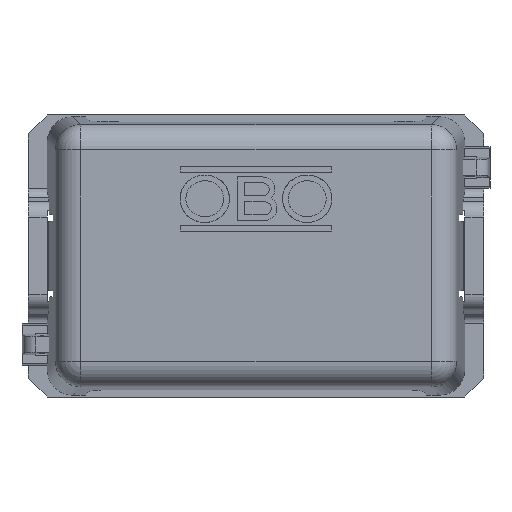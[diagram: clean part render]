
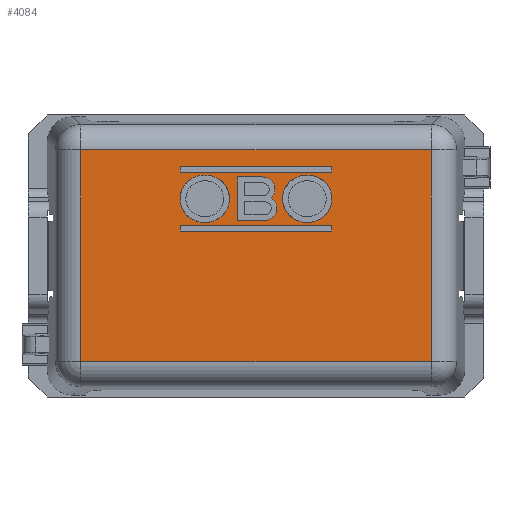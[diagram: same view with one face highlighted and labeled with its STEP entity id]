
A CAD part, top view. The second image highlights one B-rep face of the part: STEP entity #4084.
In plain terms, the highlighted planar face has unit normal (0, 0, 1).
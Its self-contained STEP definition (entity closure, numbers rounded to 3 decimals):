
#720=DIRECTION('',(-1.,0.,0.));
#721=VECTOR('',#720,55.473);
#722=CARTESIAN_POINT('',(60.737,5.563,29.));
#723=LINE('',#722,#721);
#1288=DIRECTION('',(1.,0.,0.));
#1289=VECTOR('',#1288,55.473);
#1290=CARTESIAN_POINT('',(5.263,39.037,29.));
#1291=LINE('',#1290,#1289);
#1296=CARTESIAN_POINT('',(34.05,32.8,29.));
#1297=DIRECTION('',(0.,0.,-1.));
#1298=DIRECTION('',(1.,0.,0.));
#1299=AXIS2_PLACEMENT_3D('',#1296,#1297,#1298);
#1301=CARTESIAN_POINT('',(34.05,32.8,29.));
#1302=DIRECTION('',(0.,0.,-1.));
#1303=DIRECTION('',(0.,1.,0.));
#1304=AXIS2_PLACEMENT_3D('',#1301,#1302,#1303);
#1306=DIRECTION('',(1.,0.,0.));
#1307=VECTOR('',#1306,4.05);
#1308=CARTESIAN_POINT('',(30.,34.75,29.));
#1309=LINE('',#1308,#1307);
#1310=DIRECTION('',(0.,1.,0.));
#1311=VECTOR('',#1310,6.9);
#1312=CARTESIAN_POINT('',(30.,27.85,29.));
#1313=LINE('',#1312,#1311);
#1314=DIRECTION('',(-1.,0.,0.));
#1315=VECTOR('',#1314,4.35);
#1316=CARTESIAN_POINT('',(34.35,27.85,29.));
#1317=LINE('',#1316,#1315);
#1318=CARTESIAN_POINT('',(34.35,29.8,29.));
#1319=DIRECTION('',(0.,0.,-1.));
#1320=DIRECTION('',(1.,0.,0.));
#1321=AXIS2_PLACEMENT_3D('',#1318,#1319,#1320);
#1323=CARTESIAN_POINT('',(34.35,29.8,29.));
#1324=DIRECTION('',(0.,0.,-1.));
#1325=DIRECTION('',(0.554,0.832,0.));
#1326=AXIS2_PLACEMENT_3D('',#1323,#1324,#1325);
#1328=CARTESIAN_POINT('',(21.015,30.973,29.));
#1329=CARTESIAN_POINT('',(20.97,31.472,29.));
#1330=CARTESIAN_POINT('',(21.09,32.488,29.));
#1331=CARTESIAN_POINT('',(22.125,34.254,29.));
#1332=CARTESIAN_POINT('',(24.543,35.423,29.));
#1333=CARTESIAN_POINT('',(27.113,34.66,29.));
#1334=CARTESIAN_POINT('',(28.438,33.103,29.));
#1335=CARTESIAN_POINT('',(28.74,32.125,29.));
#1336=CARTESIAN_POINT('',(28.785,31.627,29.));
#1338=CARTESIAN_POINT('',(28.785,31.627,29.));
#1339=CARTESIAN_POINT('',(28.83,31.128,29.));
#1340=CARTESIAN_POINT('',(28.71,30.112,29.));
#1341=CARTESIAN_POINT('',(27.675,28.346,29.));
#1342=CARTESIAN_POINT('',(25.257,27.177,29.));
#1343=CARTESIAN_POINT('',(22.687,27.94,29.));
#1344=CARTESIAN_POINT('',(21.362,29.497,29.));
#1345=CARTESIAN_POINT('',(21.06,30.475,29.));
#1346=CARTESIAN_POINT('',(21.015,30.973,29.));
#1348=CARTESIAN_POINT('',(37.215,30.973,29.));
#1349=CARTESIAN_POINT('',(37.17,31.472,29.));
#1350=CARTESIAN_POINT('',(37.29,32.488,29.));
#1351=CARTESIAN_POINT('',(38.325,34.254,29.));
#1352=CARTESIAN_POINT('',(40.743,35.423,29.));
#1353=CARTESIAN_POINT('',(43.313,34.66,29.));
#1354=CARTESIAN_POINT('',(44.638,33.103,29.));
#1355=CARTESIAN_POINT('',(44.94,32.125,29.));
#1356=CARTESIAN_POINT('',(44.985,31.627,29.));
#1358=CARTESIAN_POINT('',(44.985,31.627,29.));
#1359=CARTESIAN_POINT('',(45.03,31.128,29.));
#1360=CARTESIAN_POINT('',(44.91,30.112,29.));
#1361=CARTESIAN_POINT('',(43.875,28.346,29.));
#1362=CARTESIAN_POINT('',(41.457,27.177,29.));
#1363=CARTESIAN_POINT('',(38.887,27.94,29.));
#1364=CARTESIAN_POINT('',(37.562,29.497,29.));
#1365=CARTESIAN_POINT('',(37.26,30.475,29.));
#1366=CARTESIAN_POINT('',(37.215,30.973,29.));
#1368=DIRECTION('',(1.,0.,0.));
#1369=VECTOR('',#1368,24.);
#1370=CARTESIAN_POINT('',(21.,36.4,29.));
#1371=LINE('',#1370,#1369);
#1372=DIRECTION('',(0.,1.,0.));
#1373=VECTOR('',#1372,0.9);
#1374=CARTESIAN_POINT('',(21.,35.5,29.));
#1375=LINE('',#1374,#1373);
#1376=DIRECTION('',(-1.,0.,0.));
#1377=VECTOR('',#1376,24.);
#1378=CARTESIAN_POINT('',(45.,35.5,29.));
#1379=LINE('',#1378,#1377);
#1380=DIRECTION('',(0.,-1.,0.));
#1381=VECTOR('',#1380,0.9);
#1382=CARTESIAN_POINT('',(45.,36.4,29.));
#1383=LINE('',#1382,#1381);
#1384=DIRECTION('',(1.,0.,0.));
#1385=VECTOR('',#1384,24.);
#1386=CARTESIAN_POINT('',(21.,27.1,29.));
#1387=LINE('',#1386,#1385);
#1388=DIRECTION('',(0.,1.,0.));
#1389=VECTOR('',#1388,0.9);
#1390=CARTESIAN_POINT('',(21.,26.2,29.));
#1391=LINE('',#1390,#1389);
#1392=DIRECTION('',(-1.,0.,0.));
#1393=VECTOR('',#1392,24.);
#1394=CARTESIAN_POINT('',(45.,26.2,29.));
#1395=LINE('',#1394,#1393);
#1396=DIRECTION('',(0.,-1.,0.));
#1397=VECTOR('',#1396,0.9);
#1398=CARTESIAN_POINT('',(45.,27.1,29.));
#1399=LINE('',#1398,#1397);
#1400=DIRECTION('',(0.,1.,0.));
#1401=VECTOR('',#1400,33.473);
#1402=CARTESIAN_POINT('',(5.263,5.563,29.));
#1403=LINE('',#1402,#1401);
#1423=DIRECTION('',(0.,-1.,0.));
#1424=VECTOR('',#1423,33.473);
#1425=CARTESIAN_POINT('',(60.737,39.037,29.));
#1426=LINE('',#1425,#1424);
#2157=CARTESIAN_POINT('',(21.,26.2,29.));
#2158=CARTESIAN_POINT('',(21.,27.1,29.));
#2159=VERTEX_POINT('',#2157);
#2160=VERTEX_POINT('',#2158);
#2161=CARTESIAN_POINT('',(45.,27.1,29.));
#2162=VERTEX_POINT('',#2161);
#2163=CARTESIAN_POINT('',(45.,26.2,29.));
#2164=VERTEX_POINT('',#2163);
#2165=CARTESIAN_POINT('',(21.,35.5,29.));
#2166=CARTESIAN_POINT('',(21.,36.4,29.));
#2167=VERTEX_POINT('',#2165);
#2168=VERTEX_POINT('',#2166);
#2169=CARTESIAN_POINT('',(45.,36.4,29.));
#2170=VERTEX_POINT('',#2169);
#2171=CARTESIAN_POINT('',(45.,35.5,29.));
#2172=VERTEX_POINT('',#2171);
#2173=CARTESIAN_POINT('',(34.35,27.85,29.));
#2174=CARTESIAN_POINT('',(30.,27.85,29.));
#2175=VERTEX_POINT('',#2173);
#2176=VERTEX_POINT('',#2174);
#2177=CARTESIAN_POINT('',(30.,34.75,29.));
#2178=VERTEX_POINT('',#2177);
#2179=CARTESIAN_POINT('',(34.05,34.75,29.));
#2180=VERTEX_POINT('',#2179);
#2181=CARTESIAN_POINT('',(5.263,39.037,29.));
#2182=CARTESIAN_POINT('',(60.737,39.037,29.));
#2183=VERTEX_POINT('',#2181);
#2184=VERTEX_POINT('',#2182);
#2185=CARTESIAN_POINT('',(5.263,5.563,29.));
#2186=VERTEX_POINT('',#2185);
#2187=CARTESIAN_POINT('',(60.737,5.563,29.));
#2188=VERTEX_POINT('',#2187);
#2281=CARTESIAN_POINT('',(36.,32.8,29.));
#2283=VERTEX_POINT('',#2281);
#2293=CARTESIAN_POINT('',(36.3,29.8,29.));
#2295=VERTEX_POINT('',#2293);
#2296=CARTESIAN_POINT('',(35.431,31.423,29.));
#2298=VERTEX_POINT('',#2296);
#2333=CARTESIAN_POINT('',(21.015,30.973,29.));
#2335=VERTEX_POINT('',#2333);
#2337=CARTESIAN_POINT('',(28.785,31.627,29.));
#2339=VERTEX_POINT('',#2337);
#2349=CARTESIAN_POINT('',(37.215,30.973,29.));
#2351=VERTEX_POINT('',#2349);
#2353=CARTESIAN_POINT('',(44.985,31.627,29.));
#2355=VERTEX_POINT('',#2353);
#4023=CARTESIAN_POINT('',(-0.285,2.215,29.));
#4024=DIRECTION('',(0.,0.,1.));
#4025=DIRECTION('',(1.,0.,0.));
#4026=AXIS2_PLACEMENT_3D('',#4023,#4024,#4025);
#4027=PLANE('',#4026);
#4029=ORIENTED_EDGE('',*,*,#4028,.T.);
#4030=ORIENTED_EDGE('',*,*,#4015,.T.);
#4032=ORIENTED_EDGE('',*,*,#4031,.T.);
#4033=ORIENTED_EDGE('',*,*,#3291,.T.);
#4034=EDGE_LOOP('',(#4029,#4030,#4032,#4033));
#4035=FACE_OUTER_BOUND('',#4034,.F.);
#4037=ORIENTED_EDGE('',*,*,#4036,.F.);
#4039=ORIENTED_EDGE('',*,*,#4038,.F.);
#4041=ORIENTED_EDGE('',*,*,#4040,.F.);
#4043=ORIENTED_EDGE('',*,*,#4042,.F.);
#4045=ORIENTED_EDGE('',*,*,#4044,.F.);
#4047=ORIENTED_EDGE('',*,*,#4046,.F.);
#4049=ORIENTED_EDGE('',*,*,#4048,.F.);
#4050=EDGE_LOOP('',(#4037,#4039,#4041,#4043,#4045,#4047,#4049));
#4051=FACE_BOUND('',#4050,.F.);
#4053=ORIENTED_EDGE('',*,*,#4052,.F.);
#4055=ORIENTED_EDGE('',*,*,#4054,.F.);
#4056=EDGE_LOOP('',(#4053,#4055));
#4057=FACE_BOUND('',#4056,.F.);
#4059=ORIENTED_EDGE('',*,*,#4058,.F.);
#4061=ORIENTED_EDGE('',*,*,#4060,.F.);
#4062=EDGE_LOOP('',(#4059,#4061));
#4063=FACE_BOUND('',#4062,.F.);
#4065=ORIENTED_EDGE('',*,*,#4064,.F.);
#4067=ORIENTED_EDGE('',*,*,#4066,.F.);
#4069=ORIENTED_EDGE('',*,*,#4068,.F.);
#4071=ORIENTED_EDGE('',*,*,#4070,.F.);
#4072=EDGE_LOOP('',(#4065,#4067,#4069,#4071));
#4073=FACE_BOUND('',#4072,.F.);
#4075=ORIENTED_EDGE('',*,*,#4074,.F.);
#4077=ORIENTED_EDGE('',*,*,#4076,.F.);
#4079=ORIENTED_EDGE('',*,*,#4078,.F.);
#4081=ORIENTED_EDGE('',*,*,#4080,.F.);
#4082=EDGE_LOOP('',(#4075,#4077,#4079,#4081));
#4083=FACE_BOUND('',#4082,.F.);
#4084=ADVANCED_FACE('',(#4035,#4051,#4057,#4063,#4073,#4083),#4027,.T.);
#1300=CIRCLE('',#1299,1.95);
#1305=CIRCLE('',#1304,1.95);
#1322=CIRCLE('',#1321,1.95);
#1327=CIRCLE('',#1326,1.95);
#1337=B_SPLINE_CURVE_WITH_KNOTS('',3,(#1328,#1329,#1330,#1331,#1332,#1333,#1334,
#1335,#1336),.UNSPECIFIED.,.F.,.F.,(4,1,1,1,1,1,4),(0.,0.125,0.25,0.5,
0.75,0.875,1.),.UNSPECIFIED.);
#1347=B_SPLINE_CURVE_WITH_KNOTS('',3,(#1338,#1339,#1340,#1341,#1342,#1343,#1344,
#1345,#1346),.UNSPECIFIED.,.F.,.F.,(4,1,1,1,1,1,4),(0.,0.125,0.25,0.5,
0.75,0.875,1.),.UNSPECIFIED.);
#1357=B_SPLINE_CURVE_WITH_KNOTS('',3,(#1348,#1349,#1350,#1351,#1352,#1353,#1354,
#1355,#1356),.UNSPECIFIED.,.F.,.F.,(4,1,1,1,1,1,4),(0.,0.125,0.25,0.5,
0.75,0.875,1.),.UNSPECIFIED.);
#1367=B_SPLINE_CURVE_WITH_KNOTS('',3,(#1358,#1359,#1360,#1361,#1362,#1363,#1364,
#1365,#1366),.UNSPECIFIED.,.F.,.F.,(4,1,1,1,1,1,4),(0.,0.125,0.25,0.5,
0.75,0.875,1.),.UNSPECIFIED.);
#3291=EDGE_CURVE('',#2188,#2186,#723,.T.);
#4015=EDGE_CURVE('',#2183,#2184,#1291,.T.);
#4028=EDGE_CURVE('',#2186,#2183,#1403,.T.);
#4031=EDGE_CURVE('',#2184,#2188,#1426,.T.);
#4036=EDGE_CURVE('',#2283,#2298,#1300,.T.);
#4038=EDGE_CURVE('',#2180,#2283,#1305,.T.);
#4040=EDGE_CURVE('',#2178,#2180,#1309,.T.);
#4042=EDGE_CURVE('',#2176,#2178,#1313,.T.);
#4044=EDGE_CURVE('',#2175,#2176,#1317,.T.);
#4046=EDGE_CURVE('',#2295,#2175,#1322,.T.);
#4048=EDGE_CURVE('',#2298,#2295,#1327,.T.);
#4052=EDGE_CURVE('',#2335,#2339,#1337,.T.);
#4054=EDGE_CURVE('',#2339,#2335,#1347,.T.);
#4058=EDGE_CURVE('',#2351,#2355,#1357,.T.);
#4060=EDGE_CURVE('',#2355,#2351,#1367,.T.);
#4064=EDGE_CURVE('',#2168,#2170,#1371,.T.);
#4066=EDGE_CURVE('',#2167,#2168,#1375,.T.);
#4068=EDGE_CURVE('',#2172,#2167,#1379,.T.);
#4070=EDGE_CURVE('',#2170,#2172,#1383,.T.);
#4074=EDGE_CURVE('',#2160,#2162,#1387,.T.);
#4076=EDGE_CURVE('',#2159,#2160,#1391,.T.);
#4078=EDGE_CURVE('',#2164,#2159,#1395,.T.);
#4080=EDGE_CURVE('',#2162,#2164,#1399,.T.);
